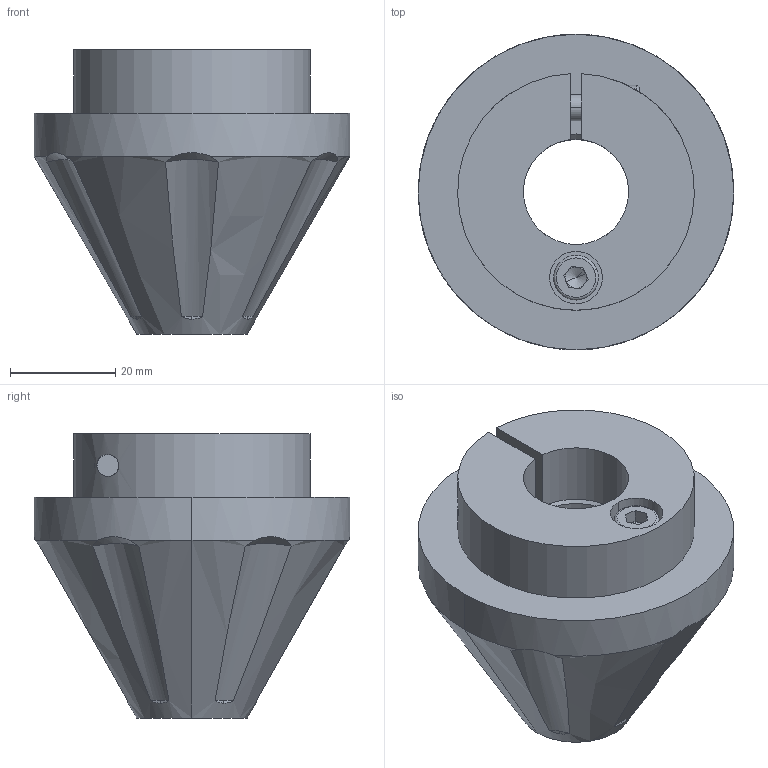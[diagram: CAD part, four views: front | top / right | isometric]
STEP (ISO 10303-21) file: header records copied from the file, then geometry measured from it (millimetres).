
FILE_DESCRIPTION (( 'STEP AP214' ), '1' );
FILE_NAME ('EL II-20-F-70.STEP', '2019-11-08T06:33:30', ( '' ), ( '' ), 'SwSTEP 2.0', 'SolidWorks 2019', '' );
FILE_SCHEMA (( 'AUTOMOTIVE_DESIGN' ));
Length unit declared in the file: millimetre
Products named in the file (1): EL II-20-F-70
Bounding box: 60 x 60 x 54 mm (x, y, z)
Volume: 70126 mm3; surface area: 18874.9 mm2
Topology: 4 solids, 4 shells, 111 faces, 262 edges, 159 vertices
Faces by surface type: plane 37, cone 34, cylinder 32, torus 8
Entity records: 4742 total; most frequent: CARTESIAN_POINT 925, DIRECTION 542, ORIENTED_EDGE 512, EDGE_CURVE 256, AXIS2_PLACEMENT_3D 220, VERTEX_POINT 159, EDGE_LOOP 125, UNCERTAINTY_MEASURE_WITH_UNIT 117
